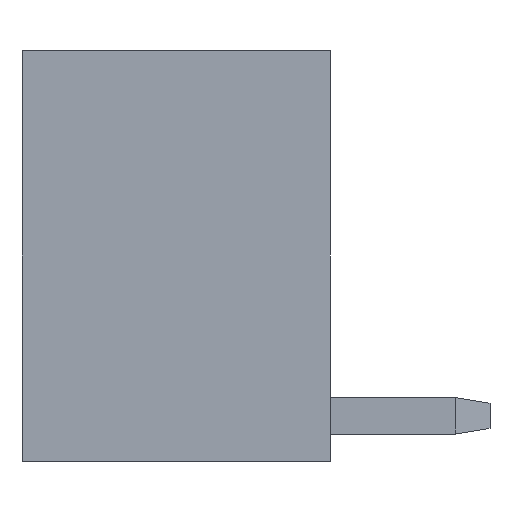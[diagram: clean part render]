
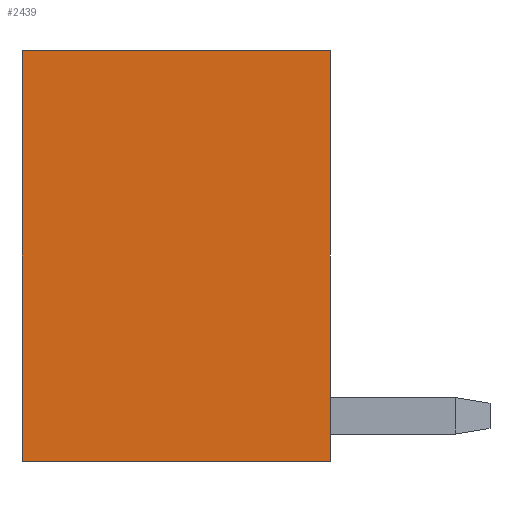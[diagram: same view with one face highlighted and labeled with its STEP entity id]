
A CAD part, left-side view. The second image highlights one B-rep face of the part: STEP entity #2439.
In plain terms, the highlighted planar face has unit normal (-1, 0, 0).
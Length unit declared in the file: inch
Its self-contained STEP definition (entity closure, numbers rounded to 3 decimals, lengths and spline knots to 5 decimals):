
#1=DIRECTION('',(0.,-1.,0.));
#2=VECTOR('',#1,0.27);
#3=CARTESIAN_POINT('',(-0.3275,0.27,0.));
#4=LINE('',#3,#2);
#245=DIRECTION('',(0.,0.,-1.));
#246=VECTOR('',#245,0.36);
#247=CARTESIAN_POINT('',(-0.3275,0.27,0.));
#248=LINE('',#247,#246);
#249=DIRECTION('',(0.,0.,-1.));
#250=VECTOR('',#249,0.36);
#251=CARTESIAN_POINT('',(-0.3275,0.,0.));
#252=LINE('',#251,#250);
#325=DIRECTION('',(0.,-1.,0.));
#326=VECTOR('',#325,0.27);
#327=CARTESIAN_POINT('',(-0.3275,0.27,-0.36));
#328=LINE('',#327,#326);
#1745=CARTESIAN_POINT('',(-0.3275,0.27,0.));
#1746=CARTESIAN_POINT('',(-0.3275,0.,0.));
#1747=VERTEX_POINT('',#1745);
#1748=VERTEX_POINT('',#1746);
#1753=CARTESIAN_POINT('',(-0.3275,0.27,-0.36));
#1754=CARTESIAN_POINT('',(-0.3275,0.,-0.36));
#1755=VERTEX_POINT('',#1753);
#1756=VERTEX_POINT('',#1754);
#2425=CARTESIAN_POINT('',(-0.3275,0.27,0.));
#2426=DIRECTION('',(-1.,0.,0.));
#2427=DIRECTION('',(0.,-1.,0.));
#2428=AXIS2_PLACEMENT_3D('',#2425,#2426,#2427);
#2429=PLANE('',#2428);
#2430=ORIENTED_EDGE('',*,*,#2294,.T.);
#2432=ORIENTED_EDGE('',*,*,#2431,.T.);
#2434=ORIENTED_EDGE('',*,*,#2433,.F.);
#2436=ORIENTED_EDGE('',*,*,#2435,.F.);
#2437=EDGE_LOOP('',(#2430,#2432,#2434,#2436));
#2438=FACE_OUTER_BOUND('',#2437,.F.);
#2439=ADVANCED_FACE('',(#2438),#2429,.T.);
#2294=EDGE_CURVE('',#1747,#1748,#4,.T.);
#2431=EDGE_CURVE('',#1748,#1756,#252,.T.);
#2433=EDGE_CURVE('',#1755,#1756,#328,.T.);
#2435=EDGE_CURVE('',#1747,#1755,#248,.T.);
